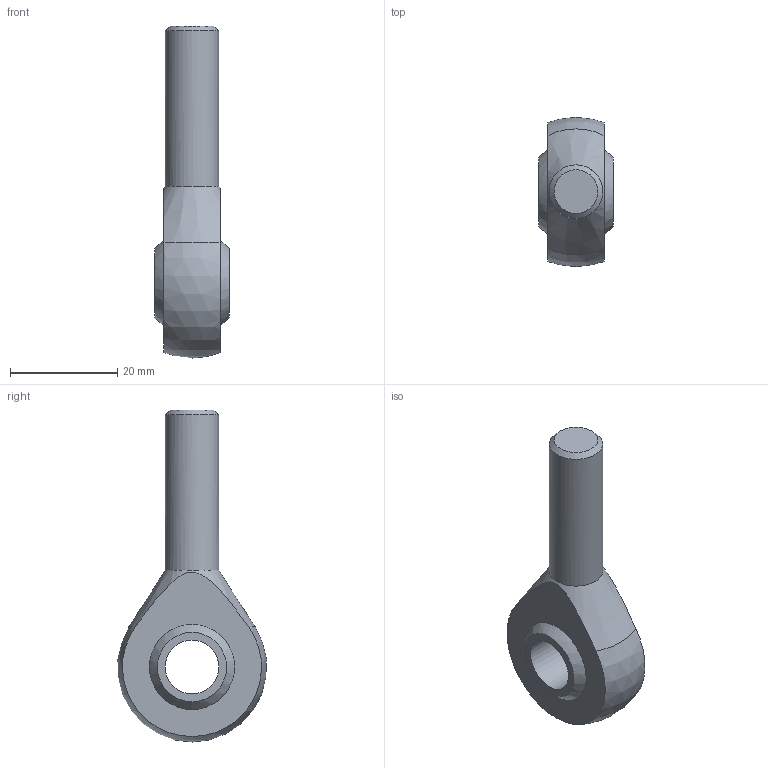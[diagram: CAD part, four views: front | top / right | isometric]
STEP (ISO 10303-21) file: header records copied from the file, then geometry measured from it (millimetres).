
FILE_DESCRIPTION((''),'2;1');
FILE_NAME('SSFE10x1.5.stp','2013-12-04T16:39:35',('carlo.corazza'),(''),'Autodesk Inventor 2012','Autodesk Inventor 2012','');
FILE_SCHEMA(('AUTOMOTIVE_DESIGN { 1 0 10303 214 1 1 1 1 }'));
Length unit declared in the file: millimetre
Products named in the file (1): SSFE10x1.5
Bounding box: 14 x 27.87 x 62 mm (x, y, z)
Volume: 8667 mm3; surface area: 3448.6 mm2
Topology: 1 solids, 1 shells, 12 faces, 24 edges, 17 vertices
Faces by surface type: plane 5, sphere 3, cone 2, cylinder 2
Full cylindrical faces by diameter (mm): 10 x2
Entity records: 292 total; most frequent: DIRECTION 52, CARTESIAN_POINT 45, ORIENTED_EDGE 30, AXIS2_PLACEMENT_3D 26, EDGE_LOOP 22, EDGE_CURVE 15, VERTEX_POINT 13, CIRCLE 13
